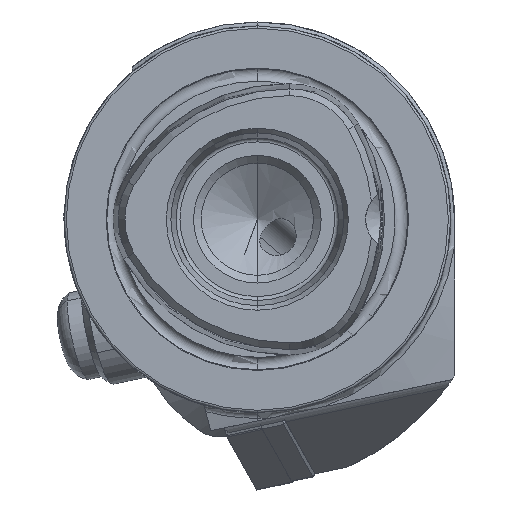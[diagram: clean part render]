
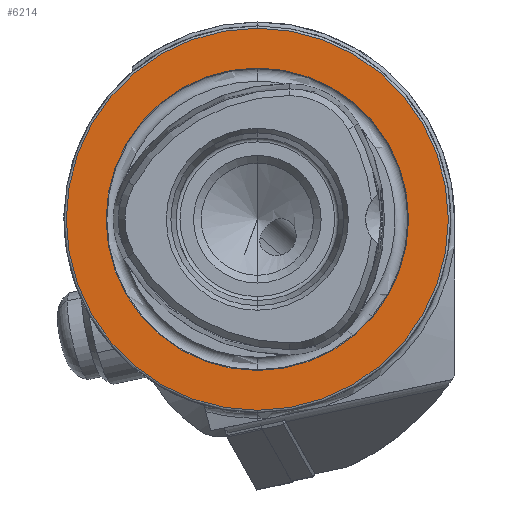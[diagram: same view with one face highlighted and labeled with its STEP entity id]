
A CAD part, left-side view. The second image highlights one B-rep face of the part: STEP entity #6214.
In plain terms, the highlighted planar face has unit normal (-1, 0, 0).
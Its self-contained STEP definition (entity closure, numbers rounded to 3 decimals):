
#54 = CIRCLE ( 'NONE', #12405, 19.55 ) ;
#55 = CARTESIAN_POINT ( 'NONE',  ( 0., 0., 0. ) ) ;
#357 = CARTESIAN_POINT ( 'NONE',  ( 0., 0., -24.7 ) ) ;
#421 = EDGE_LOOP ( 'NONE', ( #4164, #7916 ) ) ;
#553 = FACE_OUTER_BOUND ( 'NONE', #421, .T. ) ;
#688 = EDGE_CURVE ( 'NONE', #4849, #7703, #6154, .T. ) ;
#1258 = DIRECTION ( 'NONE',  ( 0., 0., 1. ) ) ;
#1274 = VERTEX_POINT ( 'NONE', #3949 ) ;
#2044 = ORIENTED_EDGE ( 'NONE', *, *, #13531, .F. ) ;
#2205 = PLANE ( 'NONE',  #9353 ) ;
#2668 = DIRECTION ( 'NONE',  ( -1., 0., 0. ) ) ;
#2940 = EDGE_CURVE ( 'NONE', #1274, #11867, #54, .T. ) ;
#2968 = ORIENTED_EDGE ( 'NONE', *, *, #2940, .F. ) ;
#3392 = FACE_BOUND ( 'NONE', #3580, .T. ) ;
#3580 = EDGE_LOOP ( 'NONE', ( #2044, #2968 ) ) ;
#3949 = CARTESIAN_POINT ( 'NONE',  ( 0., 0., -19.55 ) ) ;
#4164 = ORIENTED_EDGE ( 'NONE', *, *, #688, .T. ) ;
#4289 = DIRECTION ( 'NONE',  ( 1., 0., 0. ) ) ;
#4345 = AXIS2_PLACEMENT_3D ( 'NONE', #11057, #6610, #5402 ) ;
#4452 = CARTESIAN_POINT ( 'NONE',  ( 0., 0., 0. ) ) ;
#4499 = DIRECTION ( 'NONE',  ( 0., 0., 1. ) ) ;
#4808 = CARTESIAN_POINT ( 'NONE',  ( 0., 0., 0. ) ) ;
#4849 = VERTEX_POINT ( 'NONE', #13231 ) ;
#5402 = DIRECTION ( 'NONE',  ( 0., 0., 1. ) ) ;
#6043 = CIRCLE ( 'NONE', #4345, 24.7 ) ;
#6154 = CIRCLE ( 'NONE', #13235, 24.7 ) ;
#6214 = ADVANCED_FACE ( 'NONE', ( #3392, #553 ), #2205, .F. ) ;
#6610 = DIRECTION ( 'NONE',  ( -1., 0., 0. ) ) ;
#6677 = CARTESIAN_POINT ( 'NONE',  ( 0., 19.55, 0. ) ) ;
#7703 = VERTEX_POINT ( 'NONE', #357 ) ;
#7916 = ORIENTED_EDGE ( 'NONE', *, *, #13954, .T. ) ;
#7985 = DIRECTION ( 'NONE',  ( -1., 0., 0. ) ) ;
#8437 = CIRCLE ( 'NONE', #11473, 19.55 ) ;
#9353 = AXIS2_PLACEMENT_3D ( 'NONE', #6677, #4289, #13640 ) ;
#10062 = CARTESIAN_POINT ( 'NONE',  ( 0., 0., 19.55 ) ) ;
#11057 = CARTESIAN_POINT ( 'NONE',  ( 0., 0., 0. ) ) ;
#11473 = AXIS2_PLACEMENT_3D ( 'NONE', #55, #7985, #1258 ) ;
#11756 = DIRECTION ( 'NONE',  ( 0., 0., 1. ) ) ;
#11867 = VERTEX_POINT ( 'NONE', #10062 ) ;
#12405 = AXIS2_PLACEMENT_3D ( 'NONE', #4452, #14704, #4499 ) ;
#13231 = CARTESIAN_POINT ( 'NONE',  ( 0., 0., 24.7 ) ) ;
#13235 = AXIS2_PLACEMENT_3D ( 'NONE', #4808, #2668, #11756 ) ;
#13531 = EDGE_CURVE ( 'NONE', #11867, #1274, #8437, .T. ) ;
#13640 = DIRECTION ( 'NONE',  ( 0., 0., -1. ) ) ;
#13954 = EDGE_CURVE ( 'NONE', #7703, #4849, #6043, .T. ) ;
#14704 = DIRECTION ( 'NONE',  ( -1., 0., 0. ) ) ;
